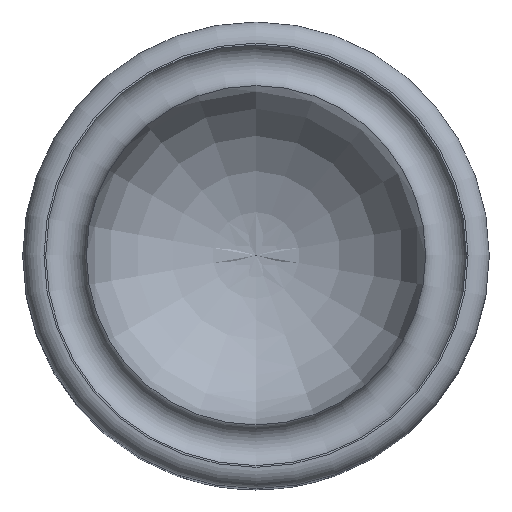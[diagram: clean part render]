
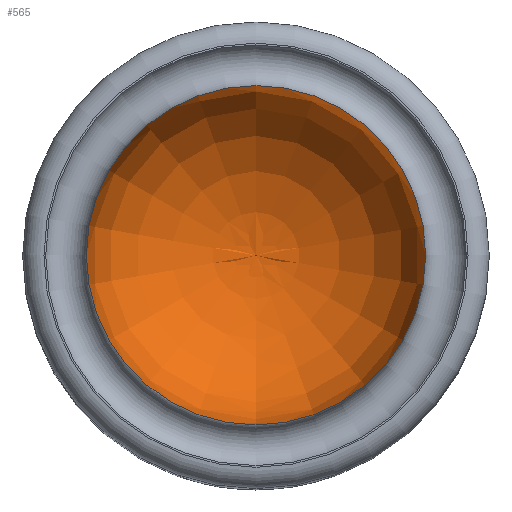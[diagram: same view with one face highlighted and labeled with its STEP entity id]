
A CAD part, top view. The second image highlights one B-rep face of the part: STEP entity #565.
In plain terms, the highlighted face is a revolution surface.
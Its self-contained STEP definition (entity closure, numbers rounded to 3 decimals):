
#544 = VERTEX_POINT('',#545);
#545 = CARTESIAN_POINT('',(0.,-8.,39.6));
#552 = EDGE_CURVE('',#544,#544,#553,.T.);
#553 = CIRCLE('',#554,8.);
#554 = AXIS2_PLACEMENT_3D('',#555,#556,#557);
#555 = CARTESIAN_POINT('',(0.,0.,39.6));
#556 = DIRECTION('',(-0.,-0.,-1.));
#557 = DIRECTION('',(0.,-1.,0.));
#565 = ADVANCED_FACE('',(#566),#586,.F.);
#566 = FACE_BOUND('',#567,.F.);
#567 = EDGE_LOOP('',(#568,#577,#578,#579));
#568 = ORIENTED_EDGE('',*,*,#569,.F.);
#569 = EDGE_CURVE('',#544,#570,#572,.T.);
#570 = VERTEX_POINT('',#571);
#571 = CARTESIAN_POINT('',(0.,-0.002,33.6));
#572 = ELLIPSE('',#573,8.,6.);
#573 = AXIS2_PLACEMENT_3D('',#574,#575,#576);
#574 = CARTESIAN_POINT('',(0.,0.,39.6));
#575 = DIRECTION('',(1.,0.,0.));
#576 = DIRECTION('',(0.,-1.,0.));
#577 = ORIENTED_EDGE('',*,*,#552,.T.);
#578 = ORIENTED_EDGE('',*,*,#569,.T.);
#579 = ORIENTED_EDGE('',*,*,#580,.F.);
#580 = EDGE_CURVE('',#570,#570,#581,.T.);
#581 = CIRCLE('',#582,0.002);
#582 = AXIS2_PLACEMENT_3D('',#583,#584,#585);
#583 = CARTESIAN_POINT('',(0.,0.,33.6));
#584 = DIRECTION('',(-0.,-0.,-1.));
#585 = DIRECTION('',(0.,-1.,0.));
#586 = SURFACE_OF_REVOLUTION('',#587,#592);
#587 = ELLIPSE('',#588,8.,6.);
#588 = AXIS2_PLACEMENT_3D('',#589,#590,#591);
#589 = CARTESIAN_POINT('',(0.,0.,39.6));
#590 = DIRECTION('',(1.,0.,0.));
#591 = DIRECTION('',(0.,-1.,0.));
#592 = AXIS1_PLACEMENT('',#593,#594);
#593 = CARTESIAN_POINT('',(0.,0.,0.));
#594 = DIRECTION('',(-0.,-0.,-1.));
